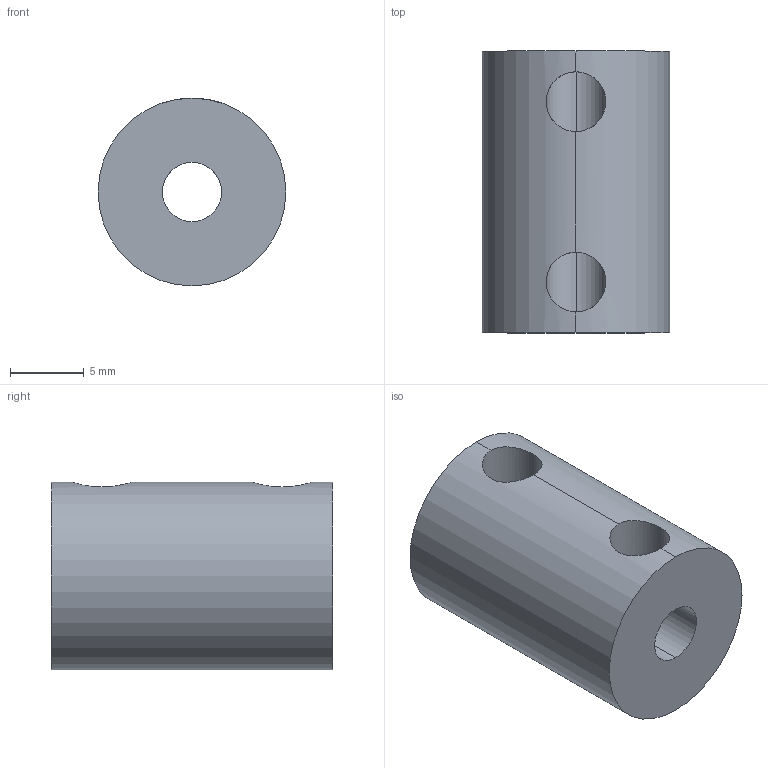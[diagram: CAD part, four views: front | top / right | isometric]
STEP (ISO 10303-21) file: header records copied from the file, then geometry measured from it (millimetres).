
FILE_DESCRIPTION (( 'STEP AP203' ), '1' );
FILE_NAME ('625216.STEP', '2015-04-09T20:36:17', ( 'Kyle' ), ( 'Microsoft' ), 'SwSTEP 2.0', 'SolidWorks 2014', '' );
FILE_SCHEMA (( 'CONFIG_CONTROL_DESIGN' ));
Length unit declared in the file: inch
Products named in the file (1): 625216
Bounding box: 12.69 x 19.05 x 12.69 mm (x, y, z)
Volume: 2053.7 mm3; surface area: 1293.2 mm2
Topology: 1 solids, 1 shells, 14 faces, 48 edges, 32 vertices
Faces by surface type: cylinder 8, plane 6
Entity records: 839 total; most frequent: CARTESIAN_POINT 347, ORIENTED_EDGE 96, DIRECTION 78, EDGE_CURVE 48, VERTEX_POINT 32, AXIS2_PLACEMENT_3D 31, B_SPLINE_CURVE_WITH_KNOTS 16, VECTOR 16
